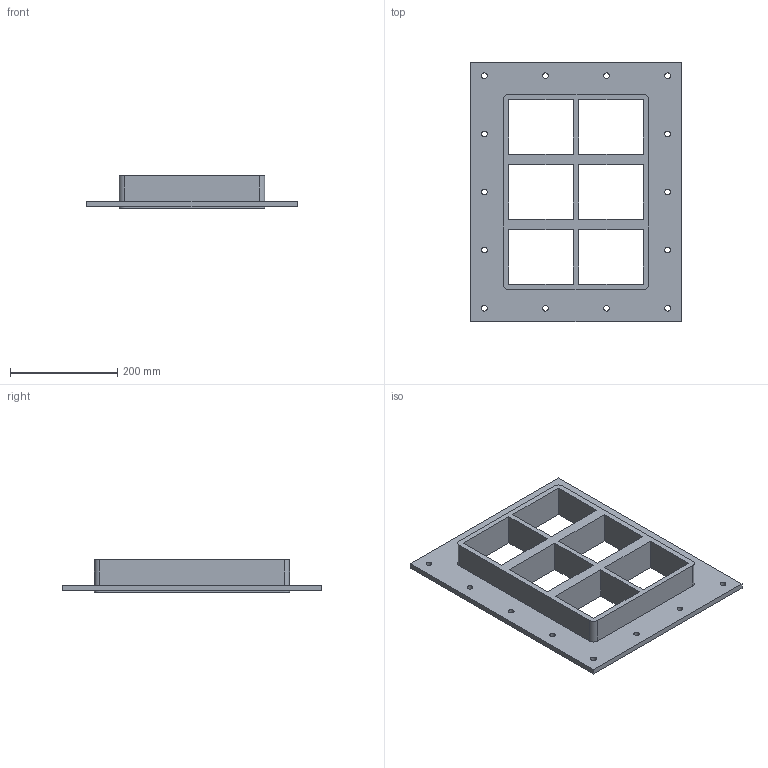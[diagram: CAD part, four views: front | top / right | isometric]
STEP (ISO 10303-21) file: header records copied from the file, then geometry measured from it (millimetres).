
FILE_DESCRIPTION((''),'2;1');
FILE_NAME('SFHM2+2+2X2.stp','2017-01-17T17:21:57',(''),(''),'Autodesk Inventor 2013','Autodesk Inventor 2013','');
FILE_SCHEMA(('AUTOMOTIVE_DESIGN { 1 0 10303 214 1 1 1 1 }'));
Length unit declared in the file: millimetre
Products named in the file (1): RTD-FRAME GENERATOR SF-LABB
Bounding box: 391 x 483 x 60 mm (x, y, z)
Volume: 2409385.3 mm3; surface area: 473355.2 mm2
Topology: 1 solids, 1 shells, 62 faces, 188 edges, 130 vertices
Faces by surface type: plane 40, cylinder 22
Full cylindrical faces by diameter (mm): 10.5 x14
Entity records: 2038 total; most frequent: CARTESIAN_POINT 339, DIRECTION 330, ORIENTED_EDGE 320, EDGE_CURVE 160, EDGE_LOOP 118, VERTEX_POINT 116, VECTOR 116, LINE 116
